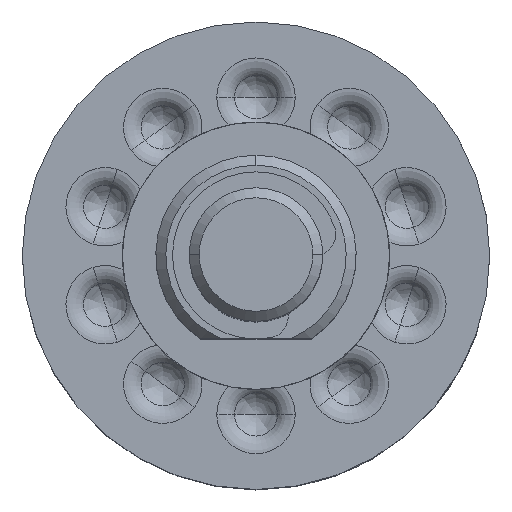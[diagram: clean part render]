
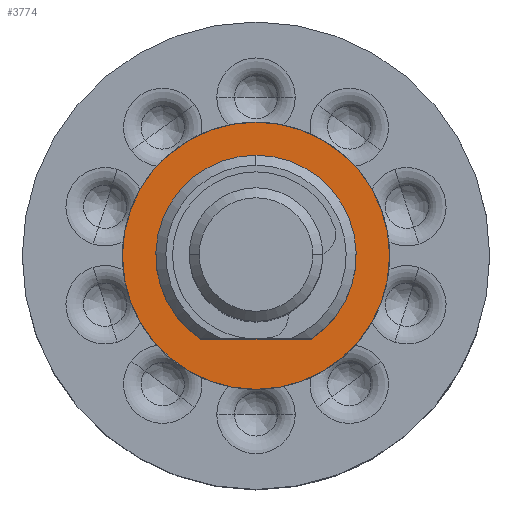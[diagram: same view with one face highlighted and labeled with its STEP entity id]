
A CAD part, top view. The second image highlights one B-rep face of the part: STEP entity #3774.
In plain terms, the highlighted planar face has unit normal (0, 0, 1).
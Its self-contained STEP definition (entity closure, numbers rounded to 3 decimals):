
#461 = CARTESIAN_POINT ( 'NONE',  ( 0., -4., 0. ) ) ;
#772 = DIRECTION ( 'NONE',  ( 0., -1., 0. ) ) ;
#1038 = CARTESIAN_POINT ( 'NONE',  ( 1.658, -2.5, 0. ) ) ;
#1141 = CIRCLE ( 'NONE', #14209, 3. ) ;
#1313 = EDGE_CURVE ( 'NONE', #6064, #2590, #4096, .T. ) ;
#1867 = ORIENTED_EDGE ( 'NONE', *, *, #2972, .T. ) ;
#1894 = AXIS2_PLACEMENT_3D ( 'NONE', #5965, #2519, #14187 ) ;
#2064 = FACE_BOUND ( 'NONE', #9516, .T. ) ;
#2134 = ORIENTED_EDGE ( 'NONE', *, *, #1313, .T. ) ;
#2519 = DIRECTION ( 'NONE',  ( 0., 0., 1. ) ) ;
#2524 = LINE ( 'NONE', #12868, #4040 ) ;
#2590 = VERTEX_POINT ( 'NONE', #5807 ) ;
#2599 = CIRCLE ( 'NONE', #6743, 3. ) ;
#2972 = EDGE_CURVE ( 'NONE', #2590, #6064, #15106, .T. ) ;
#3057 = VERTEX_POINT ( 'NONE', #1038 ) ;
#3355 = CARTESIAN_POINT ( 'NONE',  ( 0., 0., 0. ) ) ;
#3508 = VERTEX_POINT ( 'NONE', #13279 ) ;
#3721 = AXIS2_PLACEMENT_3D ( 'NONE', #4443, #9194, #12635 ) ;
#3774 = ADVANCED_FACE ( 'NONE', ( #2064, #12106 ), #8996, .T. ) ;
#4040 = VECTOR ( 'NONE', #11784, 1000. ) ;
#4096 = CIRCLE ( 'NONE', #1894, 4. ) ;
#4189 = CARTESIAN_POINT ( 'NONE',  ( 0., 0., 0. ) ) ;
#4270 = EDGE_CURVE ( 'NONE', #5805, #3508, #2599, .T. ) ;
#4443 = CARTESIAN_POINT ( 'NONE',  ( 0., 0., 0. ) ) ;
#5805 = VERTEX_POINT ( 'NONE', #10329 ) ;
#5807 = CARTESIAN_POINT ( 'NONE',  ( 0., 4., 0. ) ) ;
#5846 = EDGE_CURVE ( 'NONE', #3057, #5805, #1141, .T. ) ;
#5897 = DIRECTION ( 'NONE',  ( 0., -1., 0. ) ) ;
#5965 = CARTESIAN_POINT ( 'NONE',  ( 0., 0., 0. ) ) ;
#6064 = VERTEX_POINT ( 'NONE', #461 ) ;
#6592 = DIRECTION ( 'NONE',  ( 0., 0., 1. ) ) ;
#6743 = AXIS2_PLACEMENT_3D ( 'NONE', #8760, #9953, #14866 ) ;
#7180 = EDGE_LOOP ( 'NONE', ( #1867, #2134 ) ) ;
#8172 = DIRECTION ( 'NONE',  ( 0., 0., 1. ) ) ;
#8760 = CARTESIAN_POINT ( 'NONE',  ( 0., 0., 0. ) ) ;
#8996 = PLANE ( 'NONE',  #10758 ) ;
#9194 = DIRECTION ( 'NONE',  ( 0., 0., 1. ) ) ;
#9516 = EDGE_LOOP ( 'NONE', ( #10489, #9665, #11284 ) ) ;
#9665 = ORIENTED_EDGE ( 'NONE', *, *, #14765, .T. ) ;
#9953 = DIRECTION ( 'NONE',  ( 0., 0., 1. ) ) ;
#10329 = CARTESIAN_POINT ( 'NONE',  ( 0., 3., 0. ) ) ;
#10489 = ORIENTED_EDGE ( 'NONE', *, *, #5846, .F. ) ;
#10758 = AXIS2_PLACEMENT_3D ( 'NONE', #4189, #6592, #772 ) ;
#11284 = ORIENTED_EDGE ( 'NONE', *, *, #4270, .F. ) ;
#11784 = DIRECTION ( 'NONE',  ( -1., 0., 0. ) ) ;
#12106 = FACE_OUTER_BOUND ( 'NONE', #7180, .T. ) ;
#12635 = DIRECTION ( 'NONE',  ( 0., -1., 0. ) ) ;
#12868 = CARTESIAN_POINT ( 'NONE',  ( 0., -2.5, 0. ) ) ;
#13279 = CARTESIAN_POINT ( 'NONE',  ( -1.658, -2.5, 0. ) ) ;
#14187 = DIRECTION ( 'NONE',  ( 0., -1., 0. ) ) ;
#14209 = AXIS2_PLACEMENT_3D ( 'NONE', #3355, #8172, #5897 ) ;
#14765 = EDGE_CURVE ( 'NONE', #3057, #3508, #2524, .T. ) ;
#14866 = DIRECTION ( 'NONE',  ( 0., -1., 0. ) ) ;
#15106 = CIRCLE ( 'NONE', #3721, 4. ) ;
